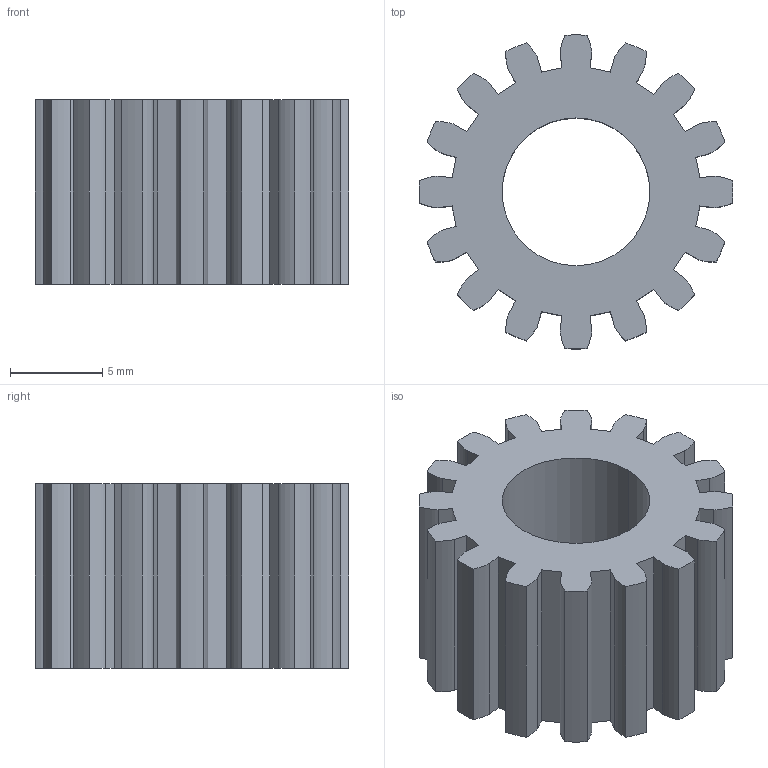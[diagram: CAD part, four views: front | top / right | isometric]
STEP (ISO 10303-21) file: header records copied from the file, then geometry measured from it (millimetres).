
FILE_DESCRIPTION (( 'STEP AP214' ), '1' );
FILE_NAME ('Gear_Planet_0.5.STEP', '2024-09-08T13:31:22', ( '' ), ( '' ), 'SwSTEP 2.0', 'SolidWorks 2024', '' );
FILE_SCHEMA (( 'AUTOMOTIVE_DESIGN' ));
Length unit declared in the file: millimetre
Products named in the file (1): Gear_Planet_0.5
Bounding box: 17 x 17 x 10 mm (x, y, z)
Volume: 1364.7 mm3; surface area: 1477.4 mm2
Topology: 1 solids, 1 shells, 101 faces, 297 edges, 198 vertices
Faces by surface type: bspline 77, cylinder 19, plane 5
Entity records: 5378 total; most frequent: CARTESIAN_POINT 3158, ORIENTED_EDGE 594, EDGE_CURVE 297, DIRECTION 231, VERTEX_POINT 198, B_SPLINE_CURVE_WITH_KNOTS 154, VECTOR 105, LINE 105
